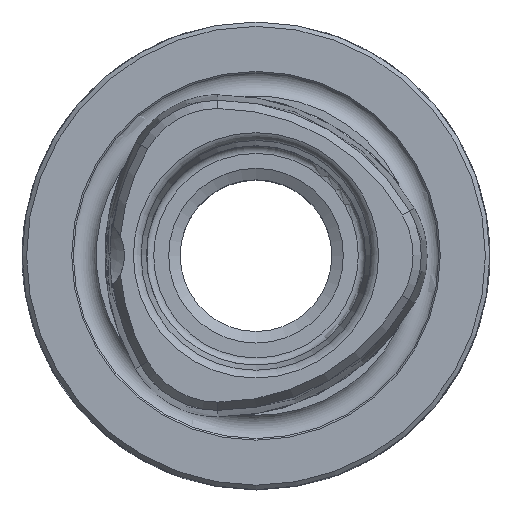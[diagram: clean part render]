
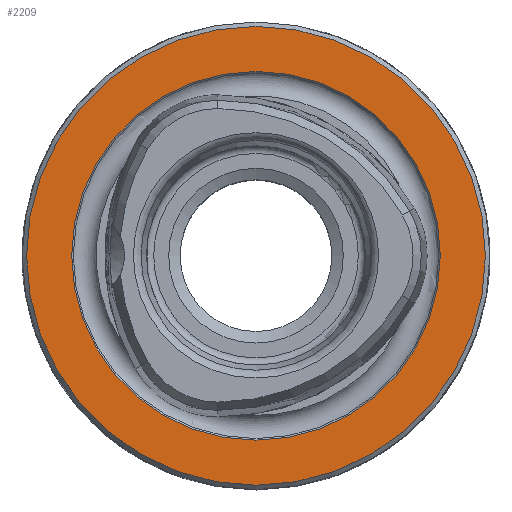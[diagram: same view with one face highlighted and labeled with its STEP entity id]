
A CAD part, top view. The second image highlights one B-rep face of the part: STEP entity #2209.
In plain terms, the highlighted planar face has unit normal (0, 0, 1).
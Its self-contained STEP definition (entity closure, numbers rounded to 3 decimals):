
#35=PLANE('',#2398);
#522=ORIENTED_EDGE('',*,*,#820,.T.);
#523=ORIENTED_EDGE('',*,*,#817,.F.);
#817=EDGE_CURVE('',#981,#981,#1066,.T.);
#820=EDGE_CURVE('',#984,#984,#1069,.T.);
#981=VERTEX_POINT('',#3525);
#984=VERTEX_POINT('',#3533);
#1066=CIRCLE('',#2394,12.614);
#1069=CIRCLE('',#2399,15.7);
#1164=EDGE_LOOP('',(#522));
#1165=EDGE_LOOP('',(#523));
#1310=FACE_BOUND('',#1164,.T.);
#1311=FACE_BOUND('',#1165,.T.);
#2209=ADVANCED_FACE('',(#1310,#1311),#35,.T.);
#2394=AXIS2_PLACEMENT_3D('',#3524,#2751,#2752);
#2398=AXIS2_PLACEMENT_3D('',#3531,#2759,#2760);
#2399=AXIS2_PLACEMENT_3D('',#3532,#2761,#2762);
#2751=DIRECTION('',(0.,0.,1.));
#2752=DIRECTION('',(1.,0.,0.));
#2759=DIRECTION('',(0.,0.,1.));
#2760=DIRECTION('',(1.,0.,0.));
#2761=DIRECTION('',(0.,0.,1.));
#2762=DIRECTION('',(1.,0.,0.));
#3524=CARTESIAN_POINT('',(0.,0.,0.));
#3525=CARTESIAN_POINT('',(12.614,0.,0.));
#3531=CARTESIAN_POINT('',(12.25,0.,0.));
#3532=CARTESIAN_POINT('',(0.,0.,0.));
#3533=CARTESIAN_POINT('',(15.7,0.,0.));
